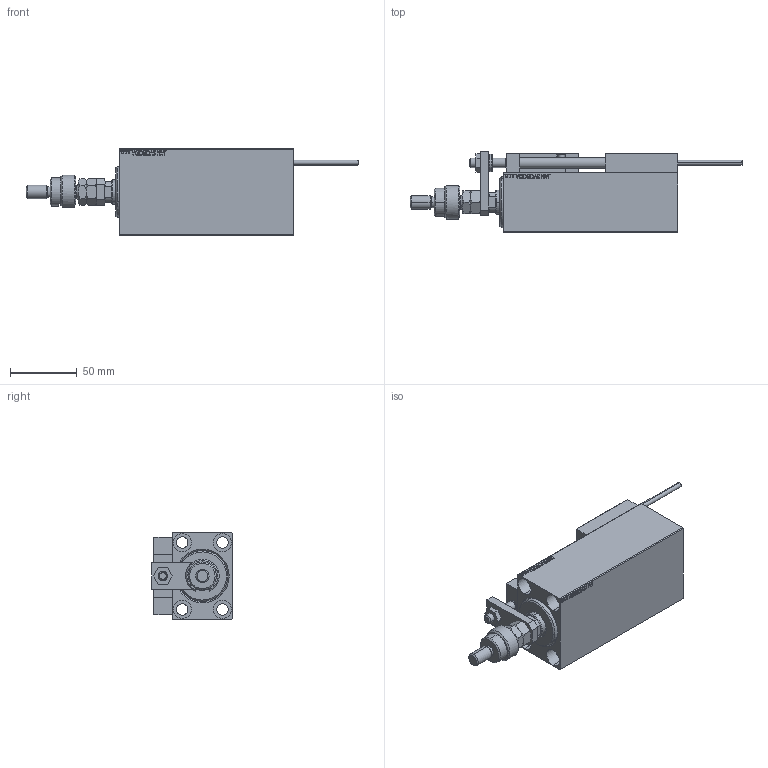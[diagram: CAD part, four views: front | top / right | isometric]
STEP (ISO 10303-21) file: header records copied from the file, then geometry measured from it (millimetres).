
FILE_DESCRIPTION (( 'STEP AP203' ), '1' );
FILE_NAME ('1bd4.STEP', '2022-04-17T00:21:05', ( '' ), ( '' ), 'SwSTEP 2.0', 'SolidWorks 2019', '' );
FILE_SCHEMA (( 'CONFIG_CONTROL_DESIGN' ));
Length unit declared in the file: millimetre
Products named in the file (18): NUT_D12 adeb9ed215cb1d4c938a6c5949a03438; ZARAZKA adeb9ed215cb1d4c938a6c5949a03438; ALLEN BOLT D5 adeb9ed215cb1d4c938a6c5949a03438; V450CM_C_Body adeb9ed215cb1d4c938a6c5949a03438; ALLEN BOLT D8 adeb9ed215cb1d4c938a6c5949a03438; V450CM_C_VCP adeb9ed215cb1d4c938a6c5949a03438; FEMALE_PART_FOR_DFA adeb9ed215cb1d4c938a6c5949a03438; MFA adeb9ed215cb1d4c938a6c5949a03438; SWITCH DIM B,W adeb9ed215cb1d4c938a6c5949a03438; MAGNET adeb9ed215cb1d4c938a6c5949a03438; KONCOVKA adeb9ed215cb1d4c938a6c5949a03438; SWITCH X adeb9ed215cb1d4c938a6c5949a03438; X_Y_DFA adeb9ed215cb1d4c938a6c5949a03438; TYC_L79 adeb9ed215cb1d4c938a6c5949a03438; SWITCH_X_FRONT_BACK adeb9ed215cb1d4c938a6c5949a03438; Block adeb9ed215cb1d4c938a6c5949a03438; V450CM_VC_B adeb9ed215cb1d4c938a6c5949a03438; 1bd4
Assembly tree (27 placements, depth 3):
  1bd4
    V450CM_C_Body adeb9ed215cb1d4c938a6c5949a03438
    SWITCH X adeb9ed215cb1d4c938a6c5949a03438
      SWITCH_X_FRONT_BACK adeb9ed215cb1d4c938a6c5949a03438  x2
      TYC_L79 adeb9ed215cb1d4c938a6c5949a03438
      Block adeb9ed215cb1d4c938a6c5949a03438  x2
      ALLEN BOLT D5 adeb9ed215cb1d4c938a6c5949a03438  x4
      ALLEN BOLT D8 adeb9ed215cb1d4c938a6c5949a03438  x4
      MAGNET adeb9ed215cb1d4c938a6c5949a03438  x2
      KONCOVKA adeb9ed215cb1d4c938a6c5949a03438  x2
    NUT_D12 adeb9ed215cb1d4c938a6c5949a03438
    SWITCH DIM B,W adeb9ed215cb1d4c938a6c5949a03438
    ZARAZKA adeb9ed215cb1d4c938a6c5949a03438
    V450CM_C_VCP adeb9ed215cb1d4c938a6c5949a03438
    V450CM_VC_B adeb9ed215cb1d4c938a6c5949a03438
    X_Y_DFA adeb9ed215cb1d4c938a6c5949a03438
      FEMALE_PART_FOR_DFA adeb9ed215cb1d4c938a6c5949a03438
      MFA adeb9ed215cb1d4c938a6c5949a03438
Bounding box: 248 x 60.5 x 65 mm (x, y, z)
Volume: 384962.6 mm3; surface area: 107648.1 mm2
Topology: 25 solids, 25 shells, 1363 faces, 3246 edges, 2063 vertices
Faces by surface type: plane 588, bspline 380, cylinder 197, cone 146, torus 48, sphere 4
Entity records: 52912 total; most frequent: CARTESIAN_POINT 26603, ORIENTED_EDGE 5512, DIRECTION 3830, EDGE_CURVE 2756, VERTEX_POINT 1787, VECTOR 1538, LINE 1538, EDGE_LOOP 1275
